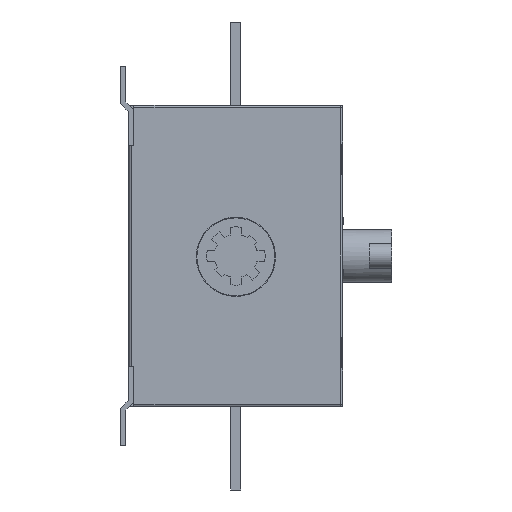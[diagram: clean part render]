
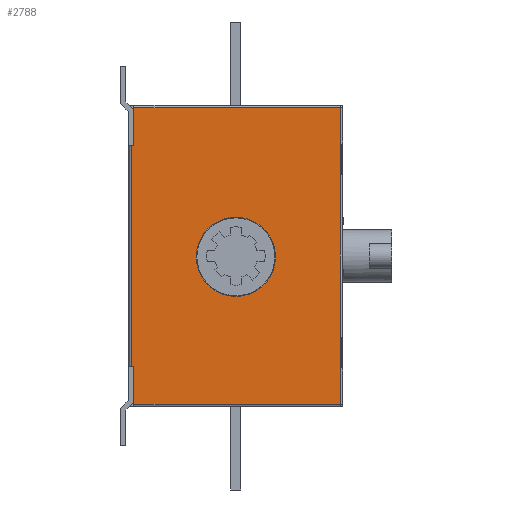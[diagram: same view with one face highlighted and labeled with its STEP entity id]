
A CAD part, left-side view. The second image highlights one B-rep face of the part: STEP entity #2788.
In plain terms, the highlighted planar face has unit normal (-1, 0, 0).
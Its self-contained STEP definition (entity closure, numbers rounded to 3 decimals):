
#46 = CARTESIAN_POINT ( 'NONE',  ( -62.5, 49., -43.5 ) ) ;
#170 = EDGE_CURVE ( 'NONE', #12165, #2003, #13352, .T. ) ;
#513 = CARTESIAN_POINT ( 'NONE',  ( -62.5, 92.67, -2. ) ) ;
#681 = DIRECTION ( 'NONE',  ( 0., 0., 1. ) ) ;
#808 = AXIS2_PLACEMENT_3D ( 'NONE', #513, #9806, #4844 ) ;
#827 = VERTEX_POINT ( 'NONE', #5137 ) ;
#972 = CARTESIAN_POINT ( 'NONE',  ( -62.5, 34., -42.5 ) ) ;
#1017 = ORIENTED_EDGE ( 'NONE', *, *, #9500, .T. ) ;
#1144 = CARTESIAN_POINT ( 'NONE',  ( -62.5, 34., 39.5 ) ) ;
#1752 = LINE ( 'NONE', #7778, #3569 ) ;
#2003 = VERTEX_POINT ( 'NONE', #5155 ) ;
#2005 = ORIENTED_EDGE ( 'NONE', *, *, #15009, .F. ) ;
#2237 = EDGE_CURVE ( 'NONE', #6288, #4582, #10478, .T. ) ;
#2238 = VERTEX_POINT ( 'NONE', #3531 ) ;
#2489 = VECTOR ( 'NONE', #8514, 1000. ) ;
#2620 = DIRECTION ( 'NONE',  ( 0., 0., 1. ) ) ;
#2639 = CARTESIAN_POINT ( 'NONE',  ( -62.5, 153., -42.5 ) ) ;
#2788 = ADVANCED_FACE ( 'NONE', ( #6328, #12269 ), #8911, .F. ) ;
#2840 = LINE ( 'NONE', #13144, #7256 ) ;
#2883 = EDGE_CURVE ( 'NONE', #7886, #4582, #15002, .T. ) ;
#3365 = DIRECTION ( 'NONE',  ( 0., -1., 0. ) ) ;
#3531 = CARTESIAN_POINT ( 'NONE',  ( -62.5, 152., -42.5 ) ) ;
#3569 = VECTOR ( 'NONE', #12352, 1000. ) ;
#3997 = ORIENTED_EDGE ( 'NONE', *, *, #13989, .T. ) ;
#4035 = CARTESIAN_POINT ( 'NONE',  ( -62.5, 33., 39.5 ) ) ;
#4296 = AXIS2_PLACEMENT_3D ( 'NONE', #13896, #5881, #3365 ) ;
#4582 = VERTEX_POINT ( 'NONE', #5501 ) ;
#4611 = LINE ( 'NONE', #11778, #14102 ) ;
#4681 = DIRECTION ( 'NONE',  ( 0., -1., 0. ) ) ;
#4764 = LINE ( 'NONE', #2639, #2489 ) ;
#4844 = DIRECTION ( 'NONE',  ( 0., -1., 0. ) ) ;
#4851 = VECTOR ( 'NONE', #4681, 1000. ) ;
#5137 = CARTESIAN_POINT ( 'NONE',  ( -62.5, 108.42, -2. ) ) ;
#5155 = CARTESIAN_POINT ( 'NONE',  ( -62.5, 152., 39.5 ) ) ;
#5166 = CARTESIAN_POINT ( 'NONE',  ( -62.5, 137., -43.5 ) ) ;
#5501 = CARTESIAN_POINT ( 'NONE',  ( -62.5, 49., -43.5 ) ) ;
#5622 = EDGE_LOOP ( 'NONE', ( #3997, #7566, #6832, #10550, #1017, #11090, #6790, #10933 ) ) ;
#5838 = DIRECTION ( 'NONE',  ( 0., 1., 0. ) ) ;
#5881 = DIRECTION ( 'NONE',  ( -1., 0., 0. ) ) ;
#6288 = VERTEX_POINT ( 'NONE', #5166 ) ;
#6328 = FACE_BOUND ( 'NONE', #11959, .T. ) ;
#6790 = ORIENTED_EDGE ( 'NONE', *, *, #10169, .T. ) ;
#6832 = ORIENTED_EDGE ( 'NONE', *, *, #2883, .F. ) ;
#6892 = CIRCLE ( 'NONE', #808, 15.75 ) ;
#7152 = CARTESIAN_POINT ( 'NONE',  ( -62.5, 76.92, -2. ) ) ;
#7256 = VECTOR ( 'NONE', #2620, 1000. ) ;
#7566 = ORIENTED_EDGE ( 'NONE', *, *, #2237, .T. ) ;
#7578 = VECTOR ( 'NONE', #7632, 1000. ) ;
#7632 = DIRECTION ( 'NONE',  ( 0., 1., 0. ) ) ;
#7703 = VERTEX_POINT ( 'NONE', #972 ) ;
#7778 = CARTESIAN_POINT ( 'NONE',  ( -62.5, 137., -42.5 ) ) ;
#7793 = AXIS2_PLACEMENT_3D ( 'NONE', #11116, #12422, #681 ) ;
#7826 = EDGE_CURVE ( 'NONE', #7703, #7886, #4611, .T. ) ;
#7886 = VERTEX_POINT ( 'NONE', #8059 ) ;
#8059 = CARTESIAN_POINT ( 'NONE',  ( -62.5, 49., -42.5 ) ) ;
#8514 = DIRECTION ( 'NONE',  ( 0., 1., 0. ) ) ;
#8911 = PLANE ( 'NONE',  #7793 ) ;
#9432 = CARTESIAN_POINT ( 'NONE',  ( -62.5, 152., 40.5 ) ) ;
#9500 = EDGE_CURVE ( 'NONE', #7703, #12165, #2840, .T. ) ;
#9551 = CARTESIAN_POINT ( 'NONE',  ( -62.5, 137., -42.5 ) ) ;
#9702 = VECTOR ( 'NONE', #11950, 1000. ) ;
#9806 = DIRECTION ( 'NONE',  ( -1., 0., 0. ) ) ;
#10169 = EDGE_CURVE ( 'NONE', #2003, #2238, #14388, .T. ) ;
#10478 = LINE ( 'NONE', #46, #4851 ) ;
#10496 = CARTESIAN_POINT ( 'NONE',  ( -62.5, 49., -42.5 ) ) ;
#10550 = ORIENTED_EDGE ( 'NONE', *, *, #7826, .F. ) ;
#10933 = ORIENTED_EDGE ( 'NONE', *, *, #12551, .F. ) ;
#11090 = ORIENTED_EDGE ( 'NONE', *, *, #170, .T. ) ;
#11116 = CARTESIAN_POINT ( 'NONE',  ( -62.5, 33., 40.5 ) ) ;
#11166 = VERTEX_POINT ( 'NONE', #7152 ) ;
#11559 = ORIENTED_EDGE ( 'NONE', *, *, #12680, .F. ) ;
#11686 = VECTOR ( 'NONE', #14860, 1000. ) ;
#11778 = CARTESIAN_POINT ( 'NONE',  ( -62.5, 33., -42.5 ) ) ;
#11817 = VERTEX_POINT ( 'NONE', #9551 ) ;
#11950 = DIRECTION ( 'NONE',  ( 0., 0., -1. ) ) ;
#11959 = EDGE_LOOP ( 'NONE', ( #2005, #11559 ) ) ;
#12165 = VERTEX_POINT ( 'NONE', #1144 ) ;
#12269 = FACE_OUTER_BOUND ( 'NONE', #5622, .T. ) ;
#12340 = CIRCLE ( 'NONE', #4296, 15.75 ) ;
#12352 = DIRECTION ( 'NONE',  ( 0., 0., -1. ) ) ;
#12422 = DIRECTION ( 'NONE',  ( 1., 0., 0. ) ) ;
#12551 = EDGE_CURVE ( 'NONE', #11817, #2238, #4764, .T. ) ;
#12680 = EDGE_CURVE ( 'NONE', #827, #11166, #6892, .T. ) ;
#13144 = CARTESIAN_POINT ( 'NONE',  ( -62.5, 34., 40.5 ) ) ;
#13352 = LINE ( 'NONE', #4035, #7578 ) ;
#13896 = CARTESIAN_POINT ( 'NONE',  ( -62.5, 92.67, -2. ) ) ;
#13989 = EDGE_CURVE ( 'NONE', #11817, #6288, #1752, .T. ) ;
#14102 = VECTOR ( 'NONE', #5838, 1000. ) ;
#14388 = LINE ( 'NONE', #9432, #9702 ) ;
#14860 = DIRECTION ( 'NONE',  ( 0., 0., -1. ) ) ;
#15002 = LINE ( 'NONE', #10496, #11686 ) ;
#15009 = EDGE_CURVE ( 'NONE', #11166, #827, #12340, .T. ) ;
